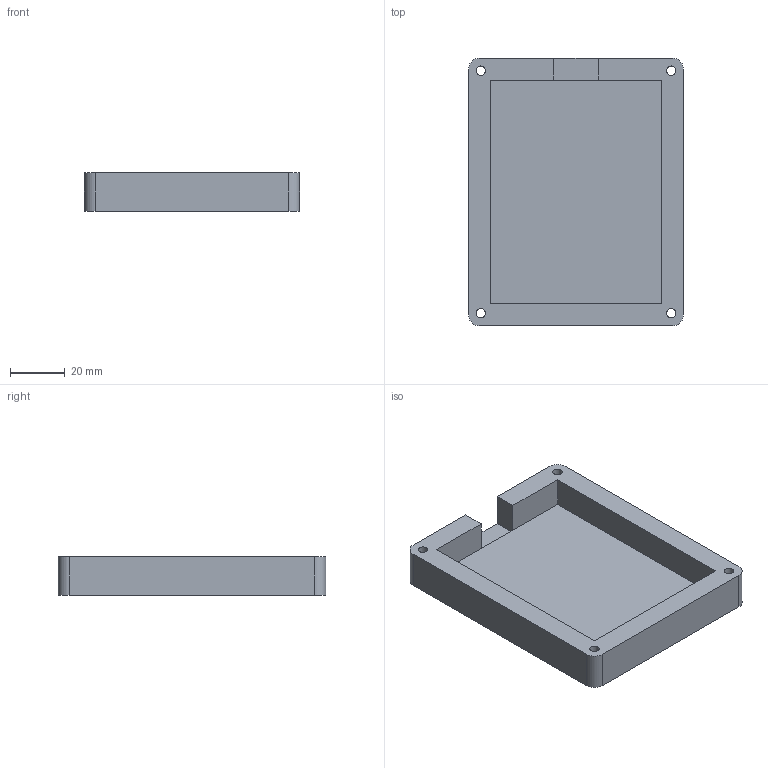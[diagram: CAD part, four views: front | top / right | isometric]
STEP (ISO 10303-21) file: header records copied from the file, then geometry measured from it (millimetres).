
FILE_DESCRIPTION(/* description */ (''),/* implementation_level */ '2;1');
FILE_NAME(/* name */ 'bottomShell.step',/* time_stamp */ '2025-12-30T12:32:40-06:00',/* author */ (''),/* organization */ (''),/* preprocessor_version */ 'ST-DEVELOPER v20.1',/* originating_system */ 'Autodesk Translation Framework v14.21.0.0',/* authorisation */ '');
FILE_SCHEMA (('AUTOMOTIVE_DESIGN { 1 0 10303 214 3 1 1 }'));
Length unit declared in the file: millimetre
Products named in the file (1): NEWbottom
Bounding box: 78.31 x 97.36 x 14 mm (x, y, z)
Volume: 48177.7 mm3; surface area: 25522.2 mm2
Topology: 2 solids, 2 shells, 263 faces, 717 edges, 474 vertices
Faces by surface type: bspline 190, plane 61, cylinder 12
Full cylindrical faces by diameter (mm): 3.4 x4, 6 x4
Entity records: 8789 total; most frequent: CARTESIAN_POINT 3965, ORIENTED_EDGE 1434, EDGE_CURVE 717, DIRECTION 501, VERTEX_POINT 474, LINE 305, VECTOR 305, EDGE_LOOP 291
